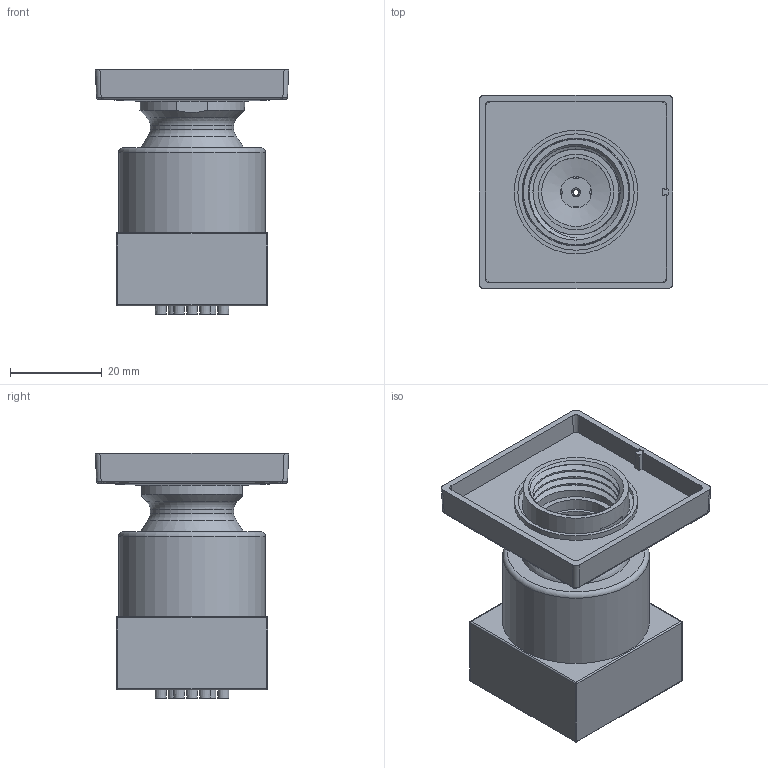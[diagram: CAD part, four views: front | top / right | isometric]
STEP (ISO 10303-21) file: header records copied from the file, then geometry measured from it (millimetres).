
FILE_DESCRIPTION(/* description */ ('Unknown'),/* implementation_level */ '2;1');
FILE_NAME(/* name */ 'M123',/* time_stamp */ '2016-04-21T10:20:12+02:00',/* author */ ('Unknown'),/* organization */ ('Unknown'),/* preprocessor_version */ 'ST-DEVELOPER v16.7',/* originating_system */ 'DEX',/* authorisation */ $);
FILE_SCHEMA (('AUTOMOTIVE_DESIGN {1 0 10303 214 3 1 1}'));
Length unit declared in the file: millimetre
Products named in the file (6): M123; Z241; 22070_Rosone; Z280; Z38; 22020
Assembly tree (5 placements, depth 2):
  M123
    Z241
    22070_Rosone
    Z280
    Z38
    22020
Bounding box: 42.2 x 42.2 x 53.7 mm (x, y, z)
Volume: 25772.3 mm3; surface area: 21458.2 mm2
Topology: 5 solids, 5 shells, 216 faces, 648 edges, 456 vertices
Faces by surface type: plane 61, cylinder 58, cone 39, torus 29, bspline 20, sphere 9
Full cylindrical faces by diameter (mm): 3 x13, 6.8 x1, 15 x1, 16.5 x1, 18.2 x1, 18.8 x4, 22 x1, 23 x6, 24 x1, 24.4 x1, 25.4 x1, 27 x1, 28.1 x1, 28.2 x1, 32 x1
Entity records: 12229 total; most frequent: CARTESIAN_POINT 7150, ORIENTED_EDGE 978, DIRECTION 899, EDGE_CURVE 489, VERTEX_POINT 405, AXIS2_PLACEMENT_3D 398, EDGE_LOOP 378, FACE_BOUND 378
